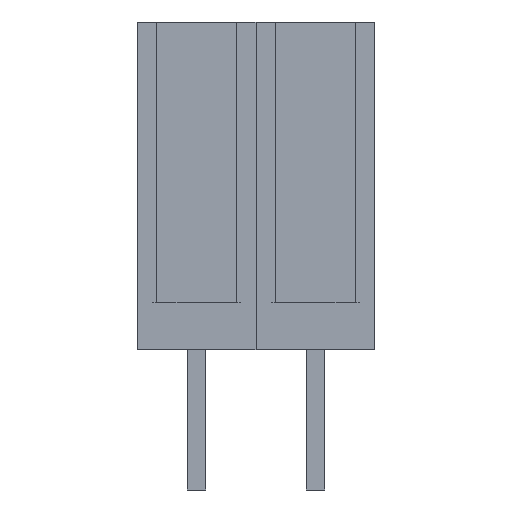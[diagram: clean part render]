
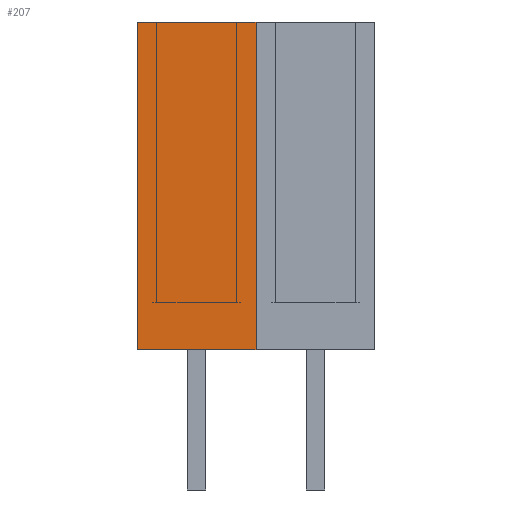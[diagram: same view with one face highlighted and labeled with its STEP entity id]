
A CAD part, front view. The second image highlights one B-rep face of the part: STEP entity #207.
In plain terms, the highlighted planar face has unit normal (0, -1, 0).
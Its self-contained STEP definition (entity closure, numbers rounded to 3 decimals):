
#13=DIRECTION('',(0.,0.,1.));
#14=DIRECTION('',(1.,0.,0.));
#183=EDGE_CURVE('',#184,#186,#188,.T.);
#184=VERTEX_POINT('',#185);
#185=CARTESIAN_POINT('',(-1.27,-1.271,0.));
#186=VERTEX_POINT('',#187);
#187=CARTESIAN_POINT('',(-1.27,-1.271,7.));
#188=LINE('',#185,#189);
#189=VECTOR('',#13,1.);
#196=DIRECTION('',(0.,1.,0.));
#207=ADVANCED_FACE('',(#208),#225,.F.);
#208=FACE_BOUND('',#209,.F.);
#209=EDGE_LOOP('',(#210,#216,#217,#222));
#210=ORIENTED_EDGE('',*,*,#211,.F.);
#211=EDGE_CURVE('',#184,#212,#214,.T.);
#212=VERTEX_POINT('',#213);
#213=CARTESIAN_POINT('',(1.27,-1.271,0.));
#214=LINE('',#185,#215);
#215=VECTOR('',#14,1.);
#216=ORIENTED_EDGE('',*,*,#183,.T.);
#217=ORIENTED_EDGE('',*,*,#218,.T.);
#218=EDGE_CURVE('',#186,#219,#221,.T.);
#219=VERTEX_POINT('',#220);
#220=CARTESIAN_POINT('',(1.27,-1.271,7.));
#221=LINE('',#187,#215);
#222=ORIENTED_EDGE('',*,*,#223,.F.);
#223=EDGE_CURVE('',#212,#219,#224,.T.);
#224=LINE('',#213,#189);
#225=PLANE('',#226);
#226=AXIS2_PLACEMENT_3D('',#185,#196,#13);
